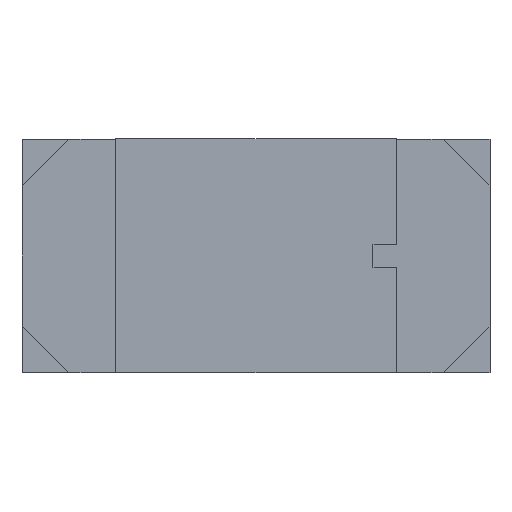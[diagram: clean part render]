
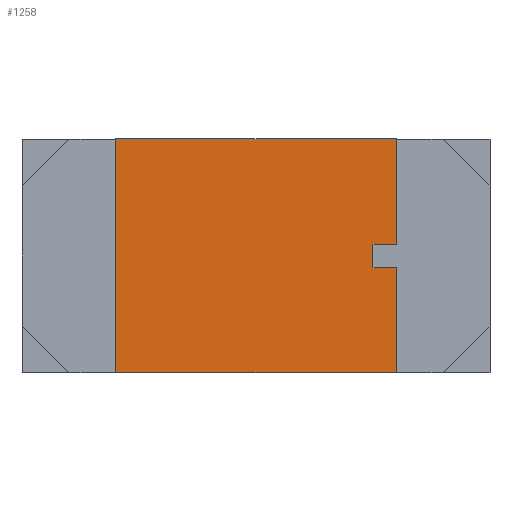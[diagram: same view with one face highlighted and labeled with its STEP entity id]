
A CAD part, front view. The second image highlights one B-rep face of the part: STEP entity #1258.
In plain terms, the highlighted planar face has unit normal (0, -1, 0).
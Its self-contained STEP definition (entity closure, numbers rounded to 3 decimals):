
#69 = VECTOR ( 'NONE', #566, 1000. ) ;
#144 = CARTESIAN_POINT ( 'NONE',  ( 0.3, 0., -0.025 ) ) ;
#153 = LINE ( 'NONE', #461, #1637 ) ;
#177 = PLANE ( 'NONE',  #337 ) ;
#191 = ORIENTED_EDGE ( 'NONE', *, *, #1920, .F. ) ;
#252 = DIRECTION ( 'NONE',  ( -1., 0., 0. ) ) ;
#259 = VERTEX_POINT ( 'NONE', #1826 ) ;
#331 = VERTEX_POINT ( 'NONE', #923 ) ;
#337 = AXIS2_PLACEMENT_3D ( 'NONE', #785, #1216, #772 ) ;
#343 = VERTEX_POINT ( 'NONE', #506 ) ;
#385 = DIRECTION ( 'NONE',  ( 0., 0., -1. ) ) ;
#390 = EDGE_CURVE ( 'NONE', #1957, #331, #153, .T. ) ;
#411 = CARTESIAN_POINT ( 'NONE',  ( 0.25, 0., -0.025 ) ) ;
#420 = ORIENTED_EDGE ( 'NONE', *, *, #1661, .F. ) ;
#427 = ORIENTED_EDGE ( 'NONE', *, *, #1132, .F. ) ;
#445 = CARTESIAN_POINT ( 'NONE',  ( -0.3, 0., 0.25 ) ) ;
#461 = CARTESIAN_POINT ( 'NONE',  ( 0.3, 0., 0.25 ) ) ;
#474 = VERTEX_POINT ( 'NONE', #1793 ) ;
#506 = CARTESIAN_POINT ( 'NONE',  ( 0.25, 0., -0.025 ) ) ;
#566 = DIRECTION ( 'NONE',  ( 1., 0., 0. ) ) ;
#628 = VECTOR ( 'NONE', #252, 1000. ) ;
#681 = DIRECTION ( 'NONE',  ( -1., 0., 0. ) ) ;
#730 = LINE ( 'NONE', #445, #1169 ) ;
#772 = DIRECTION ( 'NONE',  ( 0., 0., -1. ) ) ;
#785 = CARTESIAN_POINT ( 'NONE',  ( 0., 0., 0. ) ) ;
#790 = CARTESIAN_POINT ( 'NONE',  ( 0.3, 0., -0.25 ) ) ;
#794 = VECTOR ( 'NONE', #681, 1000. ) ;
#808 = ORIENTED_EDGE ( 'NONE', *, *, #1591, .F. ) ;
#839 = DIRECTION ( 'NONE',  ( 0., 0., -1. ) ) ;
#902 = CARTESIAN_POINT ( 'NONE',  ( 0.3, 0., 0.025 ) ) ;
#923 = CARTESIAN_POINT ( 'NONE',  ( 0.3, 0., 0.25 ) ) ;
#1020 = CARTESIAN_POINT ( 'NONE',  ( -0.3, 0., 0.25 ) ) ;
#1082 = VERTEX_POINT ( 'NONE', #902 ) ;
#1094 = CARTESIAN_POINT ( 'NONE',  ( 0.3, 0., -0.25 ) ) ;
#1122 = ORIENTED_EDGE ( 'NONE', *, *, #390, .F. ) ;
#1132 = EDGE_CURVE ( 'NONE', #259, #1957, #730, .T. ) ;
#1137 = EDGE_LOOP ( 'NONE', ( #808, #420, #1577, #1731, #1911, #191, #1122, #427 ) ) ;
#1169 = VECTOR ( 'NONE', #1367, 1000. ) ;
#1173 = LINE ( 'NONE', #1753, #1264 ) ;
#1202 = VECTOR ( 'NONE', #1824, 1000. ) ;
#1216 = DIRECTION ( 'NONE',  ( 0., -1., 0. ) ) ;
#1217 = VERTEX_POINT ( 'NONE', #790 ) ;
#1258 = ADVANCED_FACE ( 'NONE', ( #1528 ), #177, .T. ) ;
#1264 = VECTOR ( 'NONE', #385, 1000. ) ;
#1271 = LINE ( 'NONE', #1281, #794 ) ;
#1281 = CARTESIAN_POINT ( 'NONE',  ( 0.25, 0., 0.025 ) ) ;
#1291 = CARTESIAN_POINT ( 'NONE',  ( 0.3, 0., -0.025 ) ) ;
#1306 = VERTEX_POINT ( 'NONE', #1571 ) ;
#1367 = DIRECTION ( 'NONE',  ( 0., 0., 1. ) ) ;
#1390 = EDGE_CURVE ( 'NONE', #474, #343, #1653, .T. ) ;
#1524 = LINE ( 'NONE', #144, #69 ) ;
#1528 = FACE_OUTER_BOUND ( 'NONE', #1137, .T. ) ;
#1571 = CARTESIAN_POINT ( 'NONE',  ( 0.3, 0., -0.025 ) ) ;
#1577 = ORIENTED_EDGE ( 'NONE', *, *, #1784, .F. ) ;
#1591 = EDGE_CURVE ( 'NONE', #1217, #259, #1659, .T. ) ;
#1637 = VECTOR ( 'NONE', #1675, 1000. ) ;
#1653 = LINE ( 'NONE', #411, #1202 ) ;
#1659 = LINE ( 'NONE', #1094, #628 ) ;
#1661 = EDGE_CURVE ( 'NONE', #1306, #1217, #1721, .T. ) ;
#1675 = DIRECTION ( 'NONE',  ( 1., 0., 0. ) ) ;
#1711 = EDGE_CURVE ( 'NONE', #1082, #474, #1271, .T. ) ;
#1721 = LINE ( 'NONE', #1291, #1821 ) ;
#1731 = ORIENTED_EDGE ( 'NONE', *, *, #1390, .F. ) ;
#1753 = CARTESIAN_POINT ( 'NONE',  ( 0.3, 0., 0.25 ) ) ;
#1784 = EDGE_CURVE ( 'NONE', #343, #1306, #1524, .T. ) ;
#1793 = CARTESIAN_POINT ( 'NONE',  ( 0.25, 0., 0.025 ) ) ;
#1821 = VECTOR ( 'NONE', #839, 1000. ) ;
#1824 = DIRECTION ( 'NONE',  ( 0., 0., -1. ) ) ;
#1826 = CARTESIAN_POINT ( 'NONE',  ( -0.3, 0., -0.25 ) ) ;
#1911 = ORIENTED_EDGE ( 'NONE', *, *, #1711, .F. ) ;
#1920 = EDGE_CURVE ( 'NONE', #331, #1082, #1173, .T. ) ;
#1957 = VERTEX_POINT ( 'NONE', #1020 ) ;
